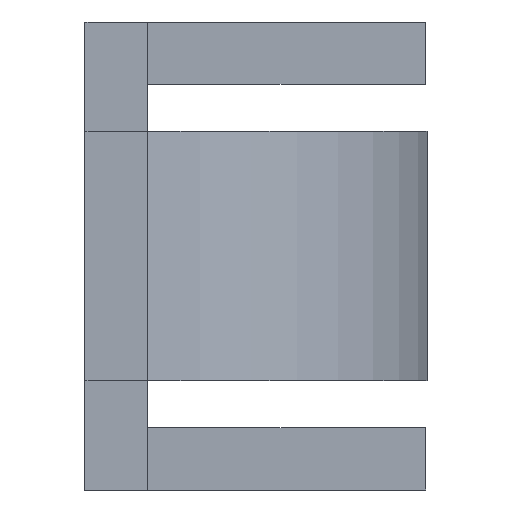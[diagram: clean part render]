
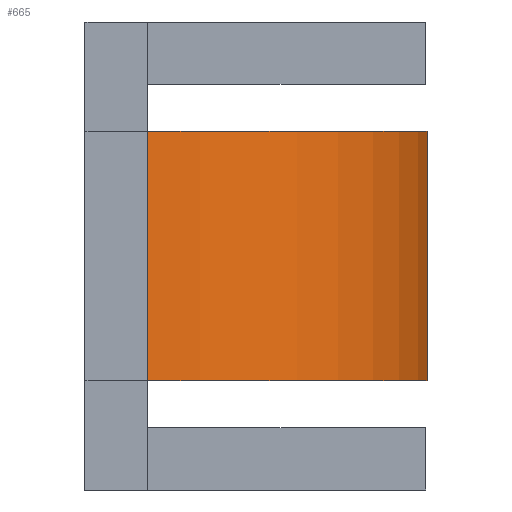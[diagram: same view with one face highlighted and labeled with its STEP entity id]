
A CAD part, left-side view. The second image highlights one B-rep face of the part: STEP entity #665.
In plain terms, the highlighted cylindrical face has radius 1 mm (diameter 2 mm), a partial arc.
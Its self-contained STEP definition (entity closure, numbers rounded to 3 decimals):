
#21=CIRCLE('',#720,1.);
#22=CIRCLE('',#721,1.);
#24=CYLINDRICAL_SURFACE('',#719,1.);
#39=FACE_OUTER_BOUND('',#73,.T.);
#73=EDGE_LOOP('',(#523,#524,#525,#526));
#161=LINE('',#1064,#249);
#162=LINE('',#1070,#250);
#249=VECTOR('',#847,10.);
#250=VECTOR('',#854,10.);
#328=VERTEX_POINT('',#1054);
#332=VERTEX_POINT('',#1062);
#333=VERTEX_POINT('',#1066);
#334=VERTEX_POINT('',#1068);
#407=EDGE_CURVE('',#332,#328,#161,.T.);
#408=EDGE_CURVE('',#328,#333,#21,.T.);
#409=EDGE_CURVE('',#334,#332,#22,.T.);
#410=EDGE_CURVE('',#334,#333,#162,.T.);
#523=ORIENTED_EDGE('',*,*,#408,.F.);
#524=ORIENTED_EDGE('',*,*,#407,.F.);
#525=ORIENTED_EDGE('',*,*,#409,.F.);
#526=ORIENTED_EDGE('',*,*,#410,.T.);
#665=ADVANCED_FACE('',(#39),#24,.T.);
#719=AXIS2_PLACEMENT_3D('',#1065,#848,#849);
#720=AXIS2_PLACEMENT_3D('',#1067,#850,#851);
#721=AXIS2_PLACEMENT_3D('',#1069,#852,#853);
#847=DIRECTION('',(0.,0.,-1.));
#848=DIRECTION('center_axis',(0.,0.,-1.));
#849=DIRECTION('ref_axis',(-0.995,-0.1,0.));
#850=DIRECTION('center_axis',(0.,0.,-1.));
#851=DIRECTION('ref_axis',(-0.995,-0.1,0.));
#852=DIRECTION('center_axis',(0.,0.,1.));
#853=DIRECTION('ref_axis',(-0.995,-0.1,0.));
#854=DIRECTION('',(0.,0.,-1.));
#1054=CARTESIAN_POINT('',(3.181,-0.114,-0.145));
#1062=CARTESIAN_POINT('',(3.181,-0.114,0.655));
#1064=CARTESIAN_POINT('',(3.181,-0.114,1.005));
#1065=CARTESIAN_POINT('Origin',(2.186,-0.014,1.005));
#1066=CARTESIAN_POINT('',(1.191,-0.114,-0.145));
#1067=CARTESIAN_POINT('Origin',(2.186,-0.014,-0.145));
#1068=CARTESIAN_POINT('',(1.191,-0.114,0.655));
#1069=CARTESIAN_POINT('Origin',(2.186,-0.014,0.655));
#1070=CARTESIAN_POINT('',(1.191,-0.114,1.005));
